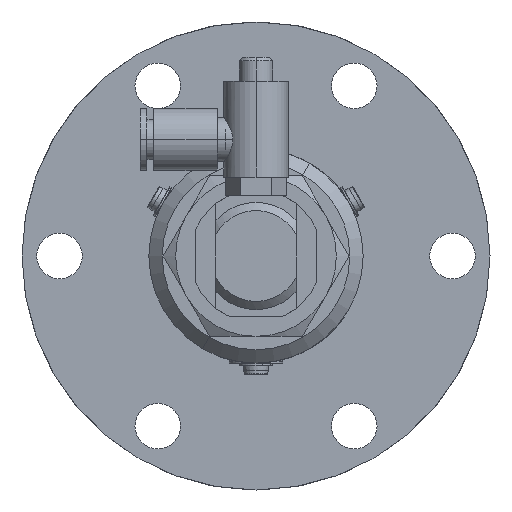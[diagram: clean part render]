
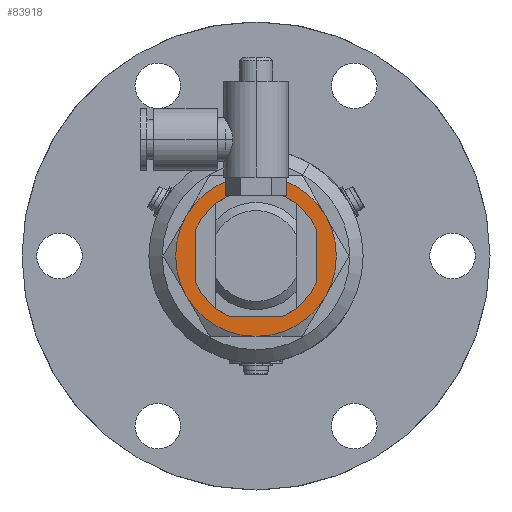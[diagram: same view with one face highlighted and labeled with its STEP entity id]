
A CAD part, front view. The second image highlights one B-rep face of the part: STEP entity #83918.
In plain terms, the highlighted face is planar.
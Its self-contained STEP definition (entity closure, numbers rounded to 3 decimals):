
#39 = DIRECTION ( 'NONE',  ( -1., 0., 0. ) ) ;
#2808 = DIRECTION ( 'NONE',  ( 0., 0., -1. ) ) ;
#4254 = EDGE_CURVE ( 'NONE', #42339, #98201, #118600, .T. ) ;
#4497 = AXIS2_PLACEMENT_3D ( 'NONE', #120420, #2808, #107541 ) ;
#4785 = EDGE_CURVE ( 'NONE', #77652, #114291, #17590, .T. ) ;
#5604 = CARTESIAN_POINT ( 'NONE',  ( 0., 0., -8. ) ) ;
#8808 = CARTESIAN_POINT ( 'NONE',  ( -6., -10.392, -8. ) ) ;
#10463 = EDGE_CURVE ( 'NONE', #13651, #32681, #112786, .T. ) ;
#10778 = VERTEX_POINT ( 'NONE', #77047 ) ;
#11495 = AXIS2_PLACEMENT_3D ( 'NONE', #75343, #95420, #39 ) ;
#12444 = FACE_BOUND ( 'NONE', #71427, .T. ) ;
#12843 = ORIENTED_EDGE ( 'NONE', *, *, #106141, .F. ) ;
#13651 = VERTEX_POINT ( 'NONE', #33216 ) ;
#14497 = DIRECTION ( 'NONE',  ( 0., 0., 1. ) ) ;
#17590 = CIRCLE ( 'NONE', #71442, 8. ) ;
#19634 = ORIENTED_EDGE ( 'NONE', *, *, #4254, .F. ) ;
#22473 = ORIENTED_EDGE ( 'NONE', *, *, #10463, .F. ) ;
#22985 = CIRCLE ( 'NONE', #36611, 12. ) ;
#23629 = DIRECTION ( 'NONE',  ( -1., 0., 0. ) ) ;
#24910 = CIRCLE ( 'NONE', #99456, 12. ) ;
#26697 = CIRCLE ( 'NONE', #78060, 12. ) ;
#27956 = ORIENTED_EDGE ( 'NONE', *, *, #61109, .F. ) ;
#28062 = CARTESIAN_POINT ( 'NONE',  ( -6., 10.392, -8. ) ) ;
#30614 = CARTESIAN_POINT ( 'NONE',  ( -8., 0., -8. ) ) ;
#32681 = VERTEX_POINT ( 'NONE', #8808 ) ;
#33216 = CARTESIAN_POINT ( 'NONE',  ( -12., 0., -8. ) ) ;
#34952 = CARTESIAN_POINT ( 'NONE',  ( 0., 0., -8. ) ) ;
#36265 = VERTEX_POINT ( 'NONE', #28062 ) ;
#36611 = AXIS2_PLACEMENT_3D ( 'NONE', #71509, #42033, #91964 ) ;
#37362 = AXIS2_PLACEMENT_3D ( 'NONE', #46172, #95305, #46577 ) ;
#42033 = DIRECTION ( 'NONE',  ( 0., 0., 1. ) ) ;
#42339 = VERTEX_POINT ( 'NONE', #56489 ) ;
#43293 = ORIENTED_EDGE ( 'NONE', *, *, #106933, .F. ) ;
#46172 = CARTESIAN_POINT ( 'NONE',  ( 0., 0., -8. ) ) ;
#46577 = DIRECTION ( 'NONE',  ( -1., 0., 0. ) ) ;
#46861 = EDGE_LOOP ( 'NONE', ( #22473, #12843, #54657, #43293, #19634, #27956 ) ) ;
#52705 = DIRECTION ( 'NONE',  ( 0., 0., 1. ) ) ;
#53651 = AXIS2_PLACEMENT_3D ( 'NONE', #63651, #14497, #72241 ) ;
#54657 = ORIENTED_EDGE ( 'NONE', *, *, #64080, .F. ) ;
#56489 = CARTESIAN_POINT ( 'NONE',  ( 6., -10.392, -8. ) ) ;
#57976 = CARTESIAN_POINT ( 'NONE',  ( 8., 0., -8. ) ) ;
#61109 = EDGE_CURVE ( 'NONE', #32681, #42339, #24910, .T. ) ;
#63651 = CARTESIAN_POINT ( 'NONE',  ( 0., 0., -8. ) ) ;
#64080 = EDGE_CURVE ( 'NONE', #10778, #36265, #26697, .T. ) ;
#65336 = AXIS2_PLACEMENT_3D ( 'NONE', #34952, #123407, #102927 ) ;
#70053 = DIRECTION ( 'NONE',  ( 0., 0., 1. ) ) ;
#71427 = EDGE_LOOP ( 'NONE', ( #75027, #85209 ) ) ;
#71442 = AXIS2_PLACEMENT_3D ( 'NONE', #119644, #70053, #79421 ) ;
#71509 = CARTESIAN_POINT ( 'NONE',  ( 0., 0., -8. ) ) ;
#72241 = DIRECTION ( 'NONE',  ( -1., 0., 0. ) ) ;
#74273 = EDGE_CURVE ( 'NONE', #114291, #77652, #120367, .T. ) ;
#75027 = ORIENTED_EDGE ( 'NONE', *, *, #74273, .T. ) ;
#75343 = CARTESIAN_POINT ( 'NONE',  ( 0., 0., -8. ) ) ;
#77047 = CARTESIAN_POINT ( 'NONE',  ( 6., 10.392, -8. ) ) ;
#77652 = VERTEX_POINT ( 'NONE', #30614 ) ;
#78060 = AXIS2_PLACEMENT_3D ( 'NONE', #112081, #52705, #23629 ) ;
#79421 = DIRECTION ( 'NONE',  ( -1., 0., 0. ) ) ;
#82175 = DIRECTION ( 'NONE',  ( -1., 0., 0. ) ) ;
#82788 = FACE_OUTER_BOUND ( 'NONE', #46861, .T. ) ;
#83918 = ADVANCED_FACE ( 'NONE', ( #82788, #12444 ), #110551, .T. ) ;
#85209 = ORIENTED_EDGE ( 'NONE', *, *, #4785, .T. ) ;
#85469 = CIRCLE ( 'NONE', #37362, 12. ) ;
#90512 = CARTESIAN_POINT ( 'NONE',  ( 12., 0., -8. ) ) ;
#91964 = DIRECTION ( 'NONE',  ( 1., 0., 0. ) ) ;
#95305 = DIRECTION ( 'NONE',  ( 0., 0., 1. ) ) ;
#95420 = DIRECTION ( 'NONE',  ( 0., 0., 1. ) ) ;
#98201 = VERTEX_POINT ( 'NONE', #90512 ) ;
#99456 = AXIS2_PLACEMENT_3D ( 'NONE', #5604, #112929, #82175 ) ;
#102927 = DIRECTION ( 'NONE',  ( -1., 0., 0. ) ) ;
#106141 = EDGE_CURVE ( 'NONE', #36265, #13651, #85469, .T. ) ;
#106933 = EDGE_CURVE ( 'NONE', #98201, #10778, #22985, .T. ) ;
#107541 = DIRECTION ( 'NONE',  ( -1., 0., 0. ) ) ;
#110551 = PLANE ( 'NONE',  #4497 ) ;
#112081 = CARTESIAN_POINT ( 'NONE',  ( 0., 0., -8. ) ) ;
#112786 = CIRCLE ( 'NONE', #53651, 12. ) ;
#112929 = DIRECTION ( 'NONE',  ( 0., 0., 1. ) ) ;
#114291 = VERTEX_POINT ( 'NONE', #57976 ) ;
#118600 = CIRCLE ( 'NONE', #11495, 12. ) ;
#119644 = CARTESIAN_POINT ( 'NONE',  ( 0., 0., -8. ) ) ;
#120367 = CIRCLE ( 'NONE', #65336, 8. ) ;
#120420 = CARTESIAN_POINT ( 'NONE',  ( 0., 13.856, -8. ) ) ;
#123407 = DIRECTION ( 'NONE',  ( 0., 0., 1. ) ) ;
